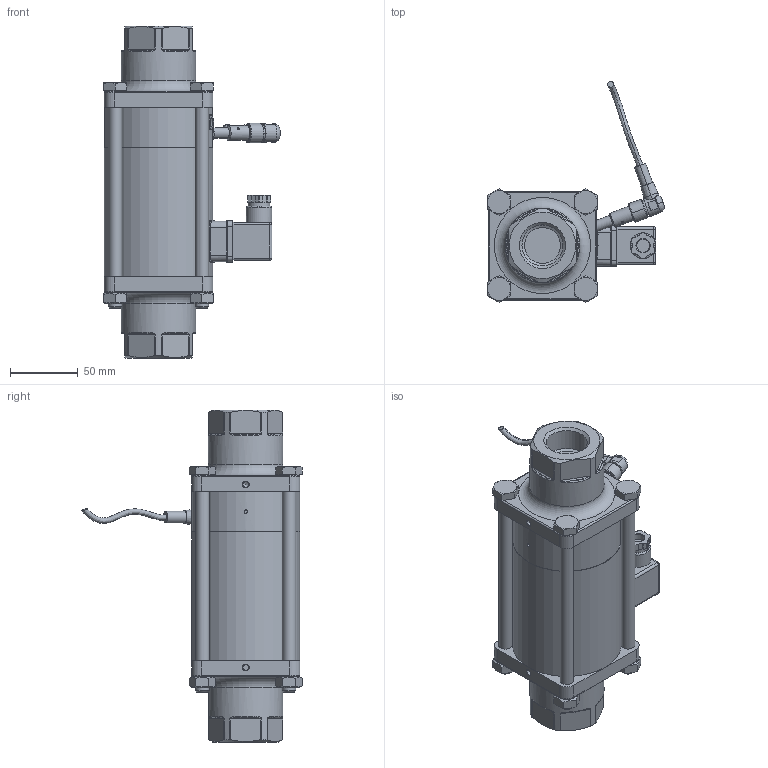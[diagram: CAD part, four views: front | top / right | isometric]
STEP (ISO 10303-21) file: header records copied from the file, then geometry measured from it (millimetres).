
FILE_DESCRIPTION(/* description */ ('Teil 1'),/* implementation_level */ '2;1');
FILE_NAME(/* name */ 'Typ 270 NO DN20 VA G1 ES1 (ZU).stp',/* time_stamp */ '2023-11-28T14:24:35+01:00',/* author */ ('SCanivar'),/* organization */ (''),/* preprocessor_version */ 'ST-DEVELOPER v18.1',/* originating_system */ 'Autodesk Inventor 2021',/* authorisation */ '');
FILE_SCHEMA (('AUTOMOTIVE_DESIGN { 1 0 10303 214 3 1 1 }'));
Length unit declared in the file: millimetre
Products named in the file (1): STEP-Modelle
Bounding box: 130.51 x 162.9 x 245 mm (x, y, z)
Volume: 1075097.7 mm3; surface area: 103356.9 mm2
Topology: 1 solids, 5 shells, 714 faces, 1805 edges, 1138 vertices
Faces by surface type: plane 312, cylinder 145, bspline 126, cone 84, torus 38, sphere 9
Full cylindrical faces by diameter (mm): 1 x4, 1.5 x1, 2.5 x2, 4.134 x2, 7.2 x1, 8 x1, 9.5 x1, 10 x8, 11 x1, 11.4 x1, 11.5 x1, 15.6 x4, 16 x1, 18.9 x1, 30.291 x2, 55 x2, 80 x1
Entity records: 24554 total; most frequent: CARTESIAN_POINT 7744, ORIENTED_EDGE 3586, DIRECTION 2938, EDGE_CURVE 1793, VERTEX_POINT 1138, AXIS2_PLACEMENT_3D 1048, LINE 842, VECTOR 842
